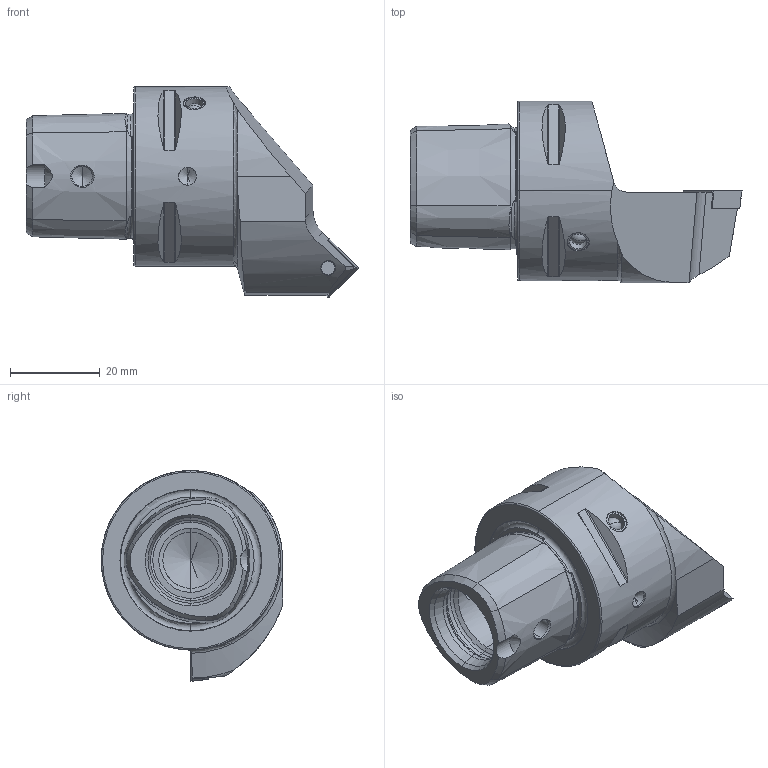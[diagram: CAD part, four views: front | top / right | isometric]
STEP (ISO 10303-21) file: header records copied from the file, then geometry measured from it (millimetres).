
FILE_DESCRIPTION (( 'STEP AP203' ), '1' );
FILE_NAME ('PS4.KSA.RSA.050.STEP', '2024-08-22T13:34:35', ( '' ), ( '' ), 'SwSTEP 2.0', 'SolidWorks 2022', '' );
FILE_SCHEMA (( 'CONFIG_CONTROL_DESIGN' ));
Length unit declared in the file: millimetre
Products named in the file (5): PS4-KSA.RSA.050_A_Fertigbearbeitung; WCB-ER2.001.009_A; PS4.KSA.RSA.050; KVT_MB_600_050; SCMT09T304
Assembly tree (4 placements, depth 2):
  PS4.KSA.RSA.050
    PS4-KSA.RSA.050_A_Fertigbearbeitung
    KVT_MB_600_050
    SCMT09T304
    WCB-ER2.001.009_A
Bounding box: 74.01 x 40.5 x 47 mm (x, y, z)
Volume: 42630.8 mm3; surface area: 12302 mm2
Topology: 5 solids, 5 shells, 283 faces, 697 edges, 414 vertices
Faces by surface type: cone 101, cylinder 70, plane 52, torus 44, bspline 12, sphere 4
Entity records: 9746 total; most frequent: CARTESIAN_POINT 2918, ORIENTED_EDGE 1348, DIRECTION 1304, EDGE_CURVE 674, AXIS2_PLACEMENT_3D 535, VERTEX_POINT 411, EDGE_LOOP 303, FACE_OUTER_BOUND 283
